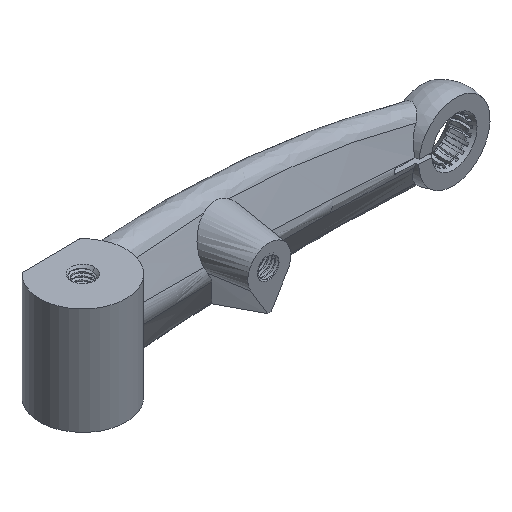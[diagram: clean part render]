
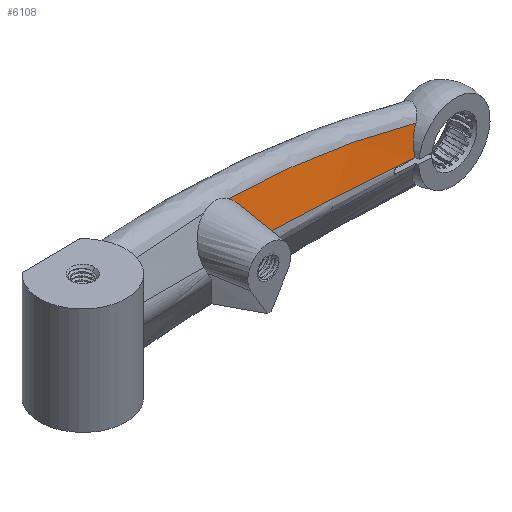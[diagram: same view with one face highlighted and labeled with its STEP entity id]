
A CAD part, isometric view. The second image highlights one B-rep face of the part: STEP entity #6108.
In plain terms, the highlighted free-form (B-spline) face has degree [9, 2] with [10, 3] control points.
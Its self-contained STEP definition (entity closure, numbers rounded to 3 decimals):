
#1174 = EDGE_CURVE('',#1175,#1177,#1179,.T.);
#1175 = VERTEX_POINT('',#1176);
#1176 = CARTESIAN_POINT('',(34.415,31.946,
    276.475));
#1177 = VERTEX_POINT('',#1178);
#1178 = CARTESIAN_POINT('',(58.753,33.487,
    273.654));
#1179 = B_SPLINE_CURVE_WITH_KNOTS('',2,(#1180,#1181,#1182),
  .UNSPECIFIED.,.F.,.F.,(3,3),(0.,1.),.PIECEWISE_BEZIER_KNOTS.);
#1180 = CARTESIAN_POINT('',(14.,30.909,277.667));
#1181 = CARTESIAN_POINT('',(38.676,32.023,
    276.864));
#1182 = CARTESIAN_POINT('',(63.,33.79,273.004));
#1297 = EDGE_CURVE('',#1177,#1298,#1300,.T.);
#1298 = VERTEX_POINT('',#1299);
#1299 = CARTESIAN_POINT('',(59.953,34.543,
    276.697));
#1300 = B_SPLINE_CURVE_WITH_KNOTS('',4,(#1301,#1302,#1303,#1304,#1305,
    #1306,#1307,#1308,#1309,#1310,#1311,#1312,#1313,#1314),
  .UNSPECIFIED.,.F.,.F.,(5,3,3,3,5),(0.,0.25,0.498,
    0.748,1.),.UNSPECIFIED.);
#1301 = CARTESIAN_POINT('',(58.753,33.487,
    273.654));
#1302 = CARTESIAN_POINT('',(58.76,33.552,
    273.863));
#1303 = CARTESIAN_POINT('',(58.779,33.619,
    274.071));
#1304 = CARTESIAN_POINT('',(58.809,33.686,
    274.277));
#1305 = CARTESIAN_POINT('',(58.893,33.822,
    274.682));
#1306 = CARTESIAN_POINT('',(58.947,33.889,
    274.882));
#1307 = CARTESIAN_POINT('',(59.011,33.957,
    275.079));
#1308 = CARTESIAN_POINT('',(59.162,34.091,
    275.464));
#1309 = CARTESIAN_POINT('',(59.249,34.158,
    275.652));
#1310 = CARTESIAN_POINT('',(59.347,34.224,
    275.836));
#1311 = CARTESIAN_POINT('',(59.564,34.355,
    276.194));
#1312 = CARTESIAN_POINT('',(59.684,34.419,
    276.369));
#1313 = CARTESIAN_POINT('',(59.814,34.482,
    276.537));
#1314 = CARTESIAN_POINT('',(59.953,34.543,
    276.697));
#6108 = ADVANCED_FACE('',(#6109),#6158,.T.);
#6109 = FACE_BOUND('',#6110,.T.);
#6110 = EDGE_LOOP('',(#6111,#6119,#6156,#6157));
#6111 = ORIENTED_EDGE('',*,*,#6112,.F.);
#6112 = EDGE_CURVE('',#6113,#1298,#6115,.T.);
#6113 = VERTEX_POINT('',#6114);
#6114 = CARTESIAN_POINT('',(33.047,33.762,
    281.401));
#6115 = B_SPLINE_CURVE_WITH_KNOTS('',2,(#6116,#6117,#6118),
  .UNSPECIFIED.,.F.,.F.,(3,3),(0.,1.),.PIECEWISE_BEZIER_KNOTS.);
#6116 = CARTESIAN_POINT('',(14.,32.433,281.355));
#6117 = CARTESIAN_POINT('',(38.676,34.565,
    283.204));
#6118 = CARTESIAN_POINT('',(63.,34.549,275.807));
#6119 = ORIENTED_EDGE('',*,*,#6120,.T.);
#6120 = EDGE_CURVE('',#6113,#1175,#6121,.T.);
#6121 = B_SPLINE_CURVE_WITH_KNOTS('',5,(#6122,#6123,#6124,#6125,#6126,
    #6127,#6128,#6129,#6130,#6131,#6132,#6133,#6134,#6135,#6136,#6137,
    #6138,#6139,#6140,#6141,#6142,#6143,#6144,#6145,#6146,#6147,#6148,
    #6149,#6150,#6151,#6152,#6153,#6154,#6155),.UNSPECIFIED.,.F.,.F.,(6,
    4,4,4,4,4,4,4,6),(0.,0.161,0.288,0.45,
    0.559,0.687,0.815,0.905,1.),
  .UNSPECIFIED.);
#6122 = CARTESIAN_POINT('',(33.047,33.762,
    281.401));
#6123 = CARTESIAN_POINT('',(33.208,33.735,
    281.301));
#6124 = CARTESIAN_POINT('',(33.362,33.704,
    281.19));
#6125 = CARTESIAN_POINT('',(33.508,33.669,
    281.071));
#6126 = CARTESIAN_POINT('',(33.646,33.63,
    280.943));
#6127 = CARTESIAN_POINT('',(33.877,33.555,
    280.702));
#6128 = CARTESIAN_POINT('',(33.973,33.519,
    280.591));
#6129 = CARTESIAN_POINT('',(34.063,33.482,
    280.476));
#6130 = CARTESIAN_POINT('',(34.147,33.442,
    280.358));
#6131 = CARTESIAN_POINT('',(34.325,33.349,
    280.08));
#6132 = CARTESIAN_POINT('',(34.415,33.293,
    279.919));
#6133 = CARTESIAN_POINT('',(34.495,33.235,
    279.754));
#6134 = CARTESIAN_POINT('',(34.564,33.175,
    279.585));
#6135 = CARTESIAN_POINT('',(34.662,33.071,
    279.298));
#6136 = CARTESIAN_POINT('',(34.696,33.029,
    279.182));
#6137 = CARTESIAN_POINT('',(34.726,32.985,
    279.064));
#6138 = CARTESIAN_POINT('',(34.751,32.942,
    278.946));
#6139 = CARTESIAN_POINT('',(34.795,32.844,
    278.687));
#6140 = CARTESIAN_POINT('',(34.812,32.791,
    278.546));
#6141 = CARTESIAN_POINT('',(34.823,32.736,
    278.405));
#6142 = CARTESIAN_POINT('',(34.827,32.682,
    278.264));
#6143 = CARTESIAN_POINT('',(34.822,32.571,
    277.983));
#6144 = CARTESIAN_POINT('',(34.813,32.516,
    277.844));
#6145 = CARTESIAN_POINT('',(34.798,32.461,
    277.705));
#6146 = CARTESIAN_POINT('',(34.776,32.405,
    277.567));
#6147 = CARTESIAN_POINT('',(34.728,32.31,
    277.334));
#6148 = CARTESIAN_POINT('',(34.705,32.27,
    277.237));
#6149 = CARTESIAN_POINT('',(34.679,32.23,
    277.142));
#6150 = CARTESIAN_POINT('',(34.65,32.191,
    277.047));
#6151 = CARTESIAN_POINT('',(34.584,32.11,
    276.855));
#6152 = CARTESIAN_POINT('',(34.546,32.069,
    276.758));
#6153 = CARTESIAN_POINT('',(34.506,32.027,
    276.662));
#6154 = CARTESIAN_POINT('',(34.462,31.987,
    276.568));
#6155 = CARTESIAN_POINT('',(34.415,31.946,
    276.475));
#6156 = ORIENTED_EDGE('',*,*,#1174,.T.);
#6157 = ORIENTED_EDGE('',*,*,#1297,.T.);
#6158 = B_SPLINE_SURFACE_WITH_KNOTS('',9,2,(
    (#6159,#6160,#6161)
    ,(#6162,#6163,#6164)
    ,(#6165,#6166,#6167)
    ,(#6168,#6169,#6170)
    ,(#6171,#6172,#6173)
    ,(#6174,#6175,#6176)
    ,(#6177,#6178,#6179)
    ,(#6180,#6181,#6182)
    ,(#6183,#6184,#6185)
    ,(#6186,#6187,#6188
    )),.UNSPECIFIED.,.F.,.F.,.F.,(10,10),(3,3),(3.,4.),(0.,1.),
  .PIECEWISE_BEZIER_KNOTS.);
#6159 = CARTESIAN_POINT('',(14.,32.433,281.355));
#6160 = CARTESIAN_POINT('',(38.676,34.565,
    283.204));
#6161 = CARTESIAN_POINT('',(63.,34.549,275.807));
#6162 = CARTESIAN_POINT('',(14.,32.264,280.945));
#6163 = CARTESIAN_POINT('',(38.676,34.282,
    282.5));
#6164 = CARTESIAN_POINT('',(63.,34.465,275.496));
#6165 = CARTESIAN_POINT('',(14.,32.095,280.536));
#6166 = CARTESIAN_POINT('',(38.676,34.,
    281.795));
#6167 = CARTESIAN_POINT('',(63.,34.381,275.184));
#6168 = CARTESIAN_POINT('',(14.,31.925,280.126));
#6169 = CARTESIAN_POINT('',(38.676,33.717,
    281.091));
#6170 = CARTESIAN_POINT('',(63.,34.296,274.873));
#6171 = CARTESIAN_POINT('',(14.,31.756,279.716));
#6172 = CARTESIAN_POINT('',(38.676,33.435,
    280.386));
#6173 = CARTESIAN_POINT('',(63.,34.212,274.561));
#6174 = CARTESIAN_POINT('',(14.,31.587,279.306));
#6175 = CARTESIAN_POINT('',(38.676,33.153,
    279.682));
#6176 = CARTESIAN_POINT('',(63.,34.127,274.25));
#6177 = CARTESIAN_POINT('',(14.,31.417,278.897));
#6178 = CARTESIAN_POINT('',(38.676,32.87,
    278.977));
#6179 = CARTESIAN_POINT('',(63.,34.043,273.938));
#6180 = CARTESIAN_POINT('',(14.,31.248,278.487));
#6181 = CARTESIAN_POINT('',(38.676,32.588,
    278.273));
#6182 = CARTESIAN_POINT('',(63.,33.959,273.627));
#6183 = CARTESIAN_POINT('',(14.,31.079,278.077));
#6184 = CARTESIAN_POINT('',(38.676,32.306,
    277.568));
#6185 = CARTESIAN_POINT('',(63.,33.874,273.316));
#6186 = CARTESIAN_POINT('',(14.,30.909,277.667));
#6187 = CARTESIAN_POINT('',(38.676,32.023,
    276.864));
#6188 = CARTESIAN_POINT('',(63.,33.79,273.004));
